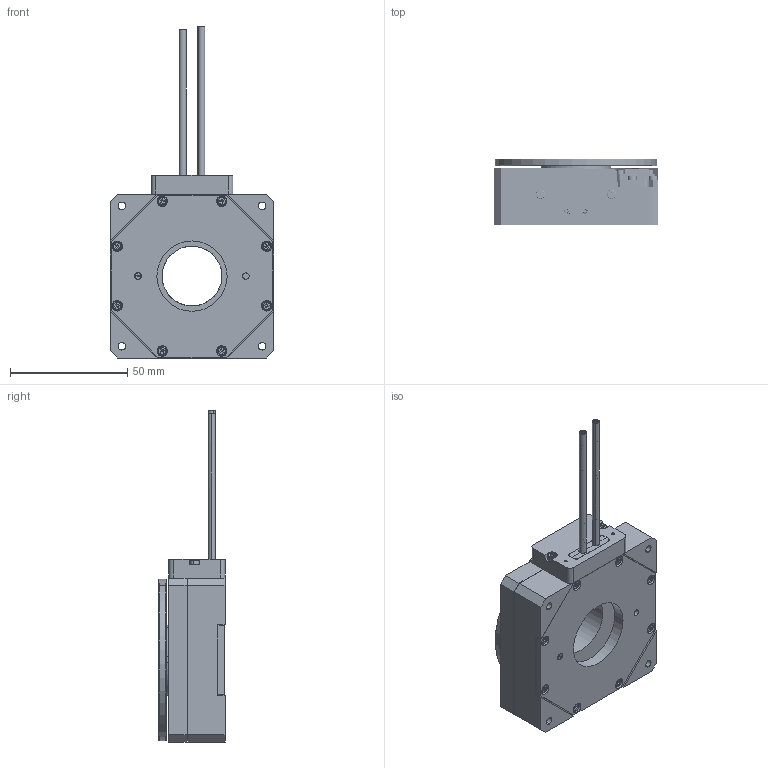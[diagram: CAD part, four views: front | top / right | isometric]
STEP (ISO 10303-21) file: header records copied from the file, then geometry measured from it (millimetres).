
FILE_DESCRIPTION (( 'STEP AP214' ), '1' );
FILE_NAME ('PR-70-1101X.STEP', '2026-01-19T21:50:20', ( '' ), ( '' ), 'SwSTEP 2.0', 'SolidWorks 2023', '' );
FILE_SCHEMA (( 'AUTOMOTIVE_DESIGN' ));
Length unit declared in the file: millimetre
Products named in the file (21): SCREW, SHCS-S, M-DIN_M1.6 x 0.35 x 05mm; 431910 Carriage, PR-70_30mm scale; 431906 Base Bottom, PR-70; SCREW, SHCS-S, M-DIN_M1.6 x 0.35 x 04mm; SCREW, SHCS-S, M-DIN_M2 x 0.4 x 08mm; PR-70-1101X; SCREW, SHCS-S, M-DIN_M2 x 0.4 x 06mm; 432047 Connector Housing Plug Top, PR-70; 431915 Absolute Encoder Bracket, PR-70_version 2; 431913 Connector Bracket, PR-70_widened; 432048 Connector Housing Plug Bottom, PR-70; PR-70 Demo Rotor; 430696 Set Screw, Custom, Cone-S, M3x0.25_M3x0.25x3.7; SCREW, MS-PPH, M-JCIS_M2.5 x 0.45 x 6mm; SCREW, MS-PPH, M-JCIS_M1.6 x 0.35 x 6mm; SCREW, SHCS-S, M-DIN_M2 x 0.4 x 10mm; SCREW, MS-PPH, M-JCIS_M1.6 x 0.35 x 5mm; 431912 Piezo Motor Bracket, PR-70_v2; 3.0 Black Cable_L80; 430698-A Encoder Head Enclosure, NJ 8x13, Screw on Cover; 431907 Base Top, PR-70
Assembly tree (45 placements, depth 2):
  PR-70-1101X
    431906 Base Bottom, PR-70
    431907 Base Top, PR-70
    SCREW, SHCS-S, M-DIN_M2 x 0.4 x 06mm  x3
    SCREW, SHCS-S, M-DIN_M2 x 0.4 x 10mm  x7
    PR-70 Demo Rotor
    431910 Carriage, PR-70_30mm scale
    SCREW, MS-PPH, M-JCIS_M1.6 x 0.35 x 6mm  x5
    SCREW, MS-PPH, M-JCIS_M1.6 x 0.35 x 5mm
    431915 Absolute Encoder Bracket, PR-70_version 2
    SCREW, SHCS-S, M-DIN_M1.6 x 0.35 x 05mm  x4
    SCREW, SHCS-S, M-DIN_M2 x 0.4 x 08mm  x2
    431913 Connector Bracket, PR-70_widened
    431912 Piezo Motor Bracket, PR-70_v2
    430696 Set Screw, Custom, Cone-S, M3x0.25_M3x0.25x3.7
    SCREW, MS-PPH, M-JCIS_M2.5 x 0.45 x 6mm  x8
    3.0 Black Cable_L80  x2
    430698-A Encoder Head Enclosure, NJ 8x13, Screw on Cover
    432047 Connector Housing Plug Top, PR-70
    432048 Connector Housing Plug Bottom, PR-70
    SCREW, SHCS-S, M-DIN_M1.6 x 0.35 x 04mm  x2
Bounding box: 70 x 28.2 x 141.83 mm (x, y, z)
Volume: 86849.7 mm3; surface area: 59515.4 mm2
Topology: 71 solids, 71 shells, 1645 faces, 3782 edges, 2346 vertices
Faces by surface type: plane 732, cylinder 502, torus 234, cone 129, bspline 48
Entity records: 55672 total; most frequent: CARTESIAN_POINT 31690, DIRECTION 4838, ORIENTED_EDGE 4248, EDGE_CURVE 2124, AXIS2_PLACEMENT_3D 1867, VERTEX_POINT 1368, VECTOR 1104, LINE 1104
